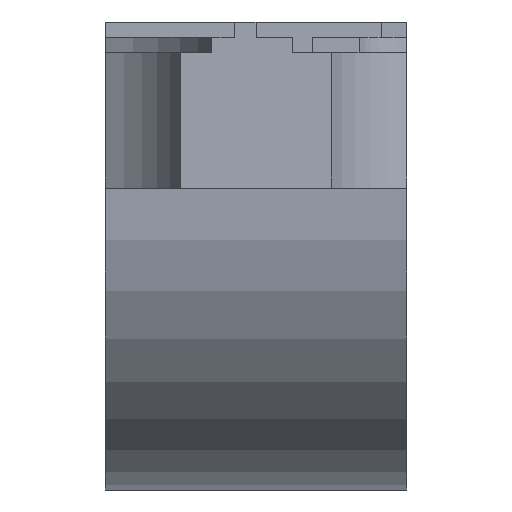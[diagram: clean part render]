
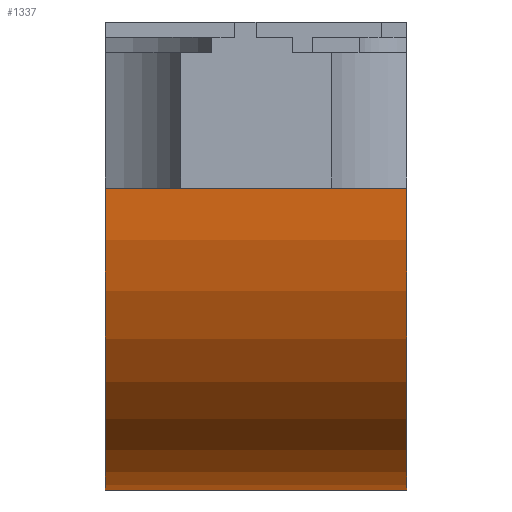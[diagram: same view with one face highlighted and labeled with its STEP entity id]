
A CAD part, left-side view. The second image highlights one B-rep face of the part: STEP entity #1337.
In plain terms, the highlighted cylindrical face has radius 1 mm (diameter 2 mm), a partial arc.
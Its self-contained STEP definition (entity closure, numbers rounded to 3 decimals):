
#18 = VERTEX_POINT ( 'NONE', #2314 ) ;
#32 = ORIENTED_EDGE ( 'NONE', *, *, #2399, .T. ) ;
#70 = DIRECTION ( 'NONE',  ( 0., -1., 0. ) ) ;
#79 = DIRECTION ( 'NONE',  ( -1., 0., 0. ) ) ;
#94 = CARTESIAN_POINT ( 'NONE',  ( -1., -2.736, 0. ) ) ;
#156 = EDGE_CURVE ( 'NONE', #1940, #18, #1973, .T. ) ;
#283 = DIRECTION ( 'NONE',  ( 0., 1., 0. ) ) ;
#518 = CIRCLE ( 'NONE', #1462, 1. ) ;
#535 = CARTESIAN_POINT ( 'NONE',  ( -1., 0.5, 0. ) ) ;
#562 = CIRCLE ( 'NONE', #2486, 1. ) ;
#759 = CARTESIAN_POINT ( 'NONE',  ( 1., -2.736, 0. ) ) ;
#769 = EDGE_CURVE ( 'NONE', #2567, #1940, #562, .T. ) ;
#860 = FACE_OUTER_BOUND ( 'NONE', #1332, .T. ) ;
#878 = CYLINDRICAL_SURFACE ( 'NONE', #2397, 1. ) ;
#919 = DIRECTION ( 'NONE',  ( -1., 0., 0. ) ) ;
#1024 = EDGE_CURVE ( 'NONE', #18, #2419, #518, .T. ) ;
#1075 = CARTESIAN_POINT ( 'NONE',  ( -1., -0.5, 0. ) ) ;
#1083 = DIRECTION ( 'NONE',  ( 1., 0., 0. ) ) ;
#1332 = EDGE_LOOP ( 'NONE', ( #2221, #32, #1854, #1905 ) ) ;
#1337 = ADVANCED_FACE ( 'NONE', ( #860 ), #878, .T. ) ;
#1411 = DIRECTION ( 'NONE',  ( 0., 1., 0. ) ) ;
#1462 = AXIS2_PLACEMENT_3D ( 'NONE', #2558, #283, #1083 ) ;
#1854 = ORIENTED_EDGE ( 'NONE', *, *, #1024, .F. ) ;
#1905 = ORIENTED_EDGE ( 'NONE', *, *, #156, .F. ) ;
#1940 = VERTEX_POINT ( 'NONE', #2604 ) ;
#1965 = CARTESIAN_POINT ( 'NONE',  ( 0., -0.5, 0. ) ) ;
#1973 = LINE ( 'NONE', #759, #2735 ) ;
#1992 = LINE ( 'NONE', #94, #2409 ) ;
#2221 = ORIENTED_EDGE ( 'NONE', *, *, #769, .F. ) ;
#2314 = CARTESIAN_POINT ( 'NONE',  ( 1., 0.5, 0. ) ) ;
#2321 = DIRECTION ( 'NONE',  ( 0., 1., 0. ) ) ;
#2353 = CARTESIAN_POINT ( 'NONE',  ( 0., -2.736, 0. ) ) ;
#2397 = AXIS2_PLACEMENT_3D ( 'NONE', #2353, #2321, #79 ) ;
#2399 = EDGE_CURVE ( 'NONE', #2567, #2419, #1992, .T. ) ;
#2409 = VECTOR ( 'NONE', #2415, 1000. ) ;
#2415 = DIRECTION ( 'NONE',  ( 0., 1., 0. ) ) ;
#2419 = VERTEX_POINT ( 'NONE', #535 ) ;
#2486 = AXIS2_PLACEMENT_3D ( 'NONE', #1965, #70, #919 ) ;
#2558 = CARTESIAN_POINT ( 'NONE',  ( 0., 0.5, 0. ) ) ;
#2567 = VERTEX_POINT ( 'NONE', #1075 ) ;
#2604 = CARTESIAN_POINT ( 'NONE',  ( 1., -0.5, 0. ) ) ;
#2735 = VECTOR ( 'NONE', #1411, 1000. ) ;
